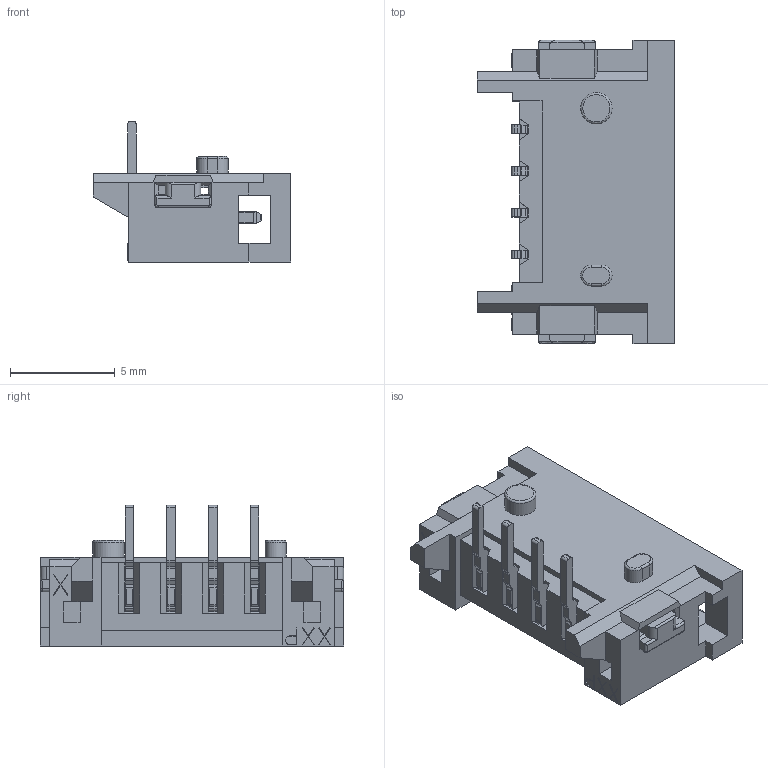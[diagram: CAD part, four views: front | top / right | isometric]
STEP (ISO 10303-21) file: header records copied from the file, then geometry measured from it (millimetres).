
FILE_DESCRIPTION( ('This file contains a STEP AP42 implementation' ,'as created by ZW3D STEP Interface translator.') ,'2;1' );
FILE_NAME( '3918-PXX-1RXXHDXT1.stp' ,'23 9 5.161753', (''), ('ZWCAD Software Co.'), 'Version 1.0', 'ZW3D to STEP translator', '' );
FILE_SCHEMA(('AUTOMOTIVE_DESIGN { 1 0 10303 214 1 1 1 1 }'));
Length unit declared in the file: millimetre
Products named in the file (2): 0; M-等齬90僅DIP
Bounding box: 9.45 x 14.5 x 6.75 mm (x, y, z)
Volume: 242 mm3; surface area: 745.6 mm2
Topology: 1 solids, 1 shells, 631 faces, 1809 edges, 1160 vertices
Faces by surface type: plane 475, cylinder 133, bspline 23
Full cylindrical faces by diameter (mm): 1.5 x1
Entity records: 21378 total; most frequent: CARTESIAN_POINT 4174, ORIENTED_EDGE 3628, DIRECTION 3219, EDGE_CURVE 1809, VECTOR 1439, LINE 1439, VERTEX_POINT 1160, AXIS2_PLACEMENT_3D 890
